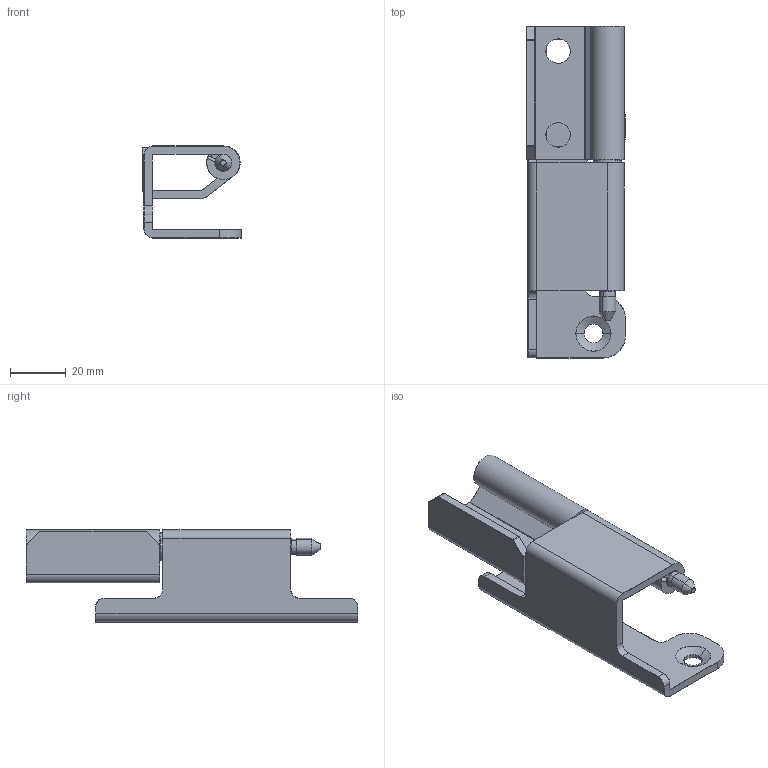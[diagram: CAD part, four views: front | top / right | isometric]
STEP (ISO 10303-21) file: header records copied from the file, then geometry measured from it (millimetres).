
FILE_DESCRIPTION (( 'STEP AP214' ), '1' );
FILE_NAME ('HGT-244-2D.STEP', '2024-03-13T06:14:33', ( '' ), ( '' ), 'SwSTEP 2.0', 'SolidWorks 2016', '' );
FILE_SCHEMA (( 'AUTOMOTIVE_DESIGN' ));
Length unit declared in the file: millimetre
Products named in the file (5): 假娊價釱; 縡?ﾆｬ; 脣誏; HGT-244-2D; 墊片
Assembly tree (4 placements, depth 2):
  HGT-244-2D
    假娊價釱
    脣誏
    墊片
    縡?ﾆｬ
Bounding box: 35.5 x 119 x 33 mm (x, y, z)
Volume: 30413.5 mm3; surface area: 22718.3 mm2
Topology: 4 solids, 4 shells, 279 faces, 621 edges, 354 vertices
Faces by surface type: torus 116, cylinder 109, plane 38, cone 8, bspline 8
Entity records: 8251 total; most frequent: CARTESIAN_POINT 1633, DIRECTION 1571, ORIENTED_EDGE 1242, AXIS2_PLACEMENT_3D 688, EDGE_CURVE 621, CIRCLE 410, VERTEX_POINT 354, EDGE_LOOP 293
